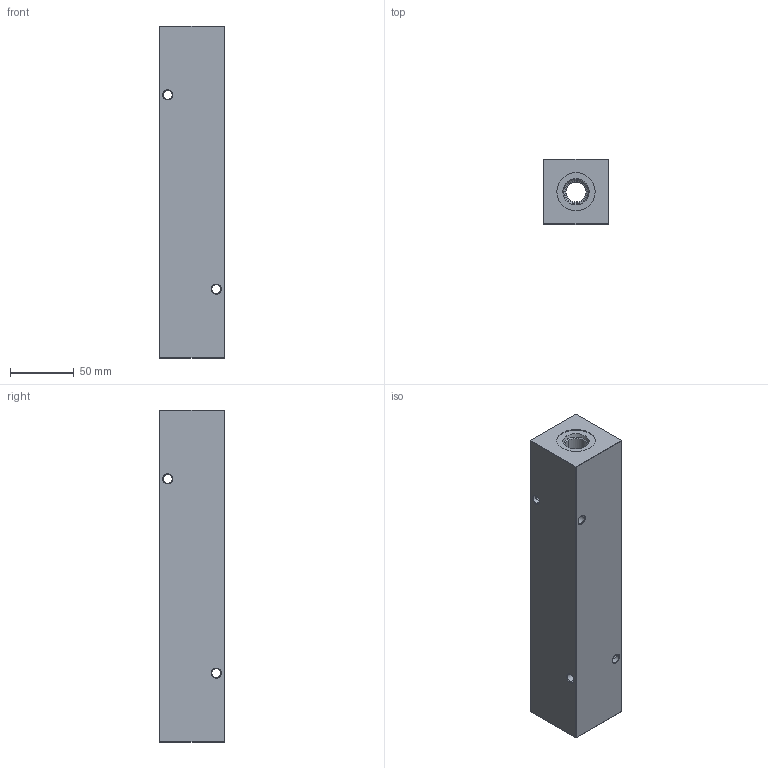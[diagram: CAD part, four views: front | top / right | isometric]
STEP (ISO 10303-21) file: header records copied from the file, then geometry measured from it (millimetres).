
FILE_DESCRIPTION (( 'STEP AP203' ), '1' );
FILE_NAME ('HM-5-90-S-8-4.STEP', '2020-11-09T21:26:56', ( '' ), ( '' ), 'SwSTEP 2.0', 'SolidWorks 2019', '' );
FILE_SCHEMA (( 'CONFIG_CONTROL_DESIGN' ));
Length unit declared in the file: inch
Products named in the file (1): HM-5-90-S-8-4
Bounding box: 50.8 x 50.8 x 260.35 mm (x, y, z)
Volume: 593890.3 mm3; surface area: 78862 mm2
Topology: 1 solids, 1 shells, 623 faces, 1568 edges, 996 vertices
Faces by surface type: plane 247, bspline 202, cone 88, cylinder 86
Entity records: 28871 total; most frequent: CARTESIAN_POINT 15146, ORIENTED_EDGE 3136, DIRECTION 2182, EDGE_CURVE 1568, VERTEX_POINT 996, LINE 918, VECTOR 918, EDGE_LOOP 706
